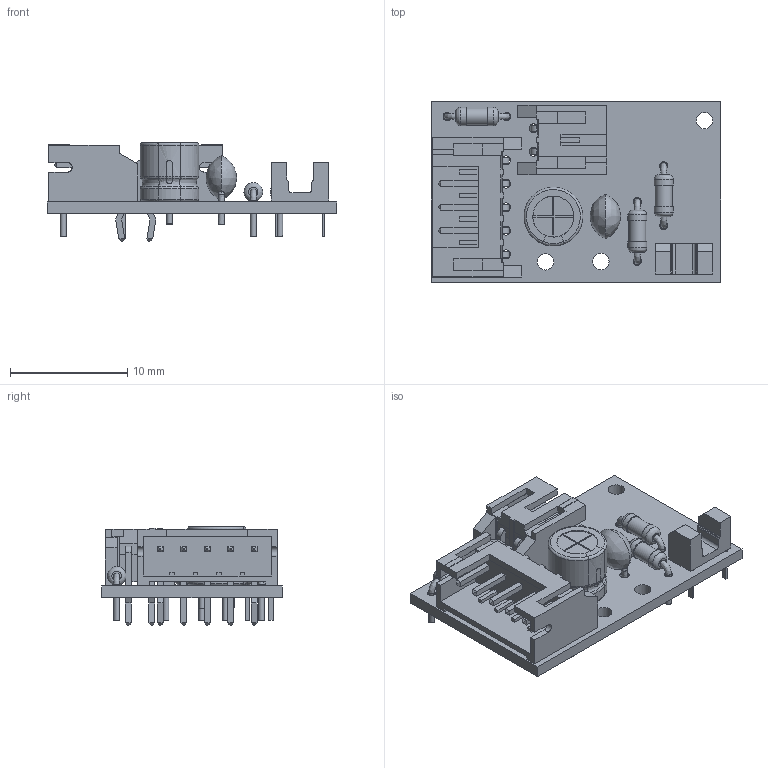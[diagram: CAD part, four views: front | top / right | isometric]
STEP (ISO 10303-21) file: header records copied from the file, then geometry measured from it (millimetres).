
FILE_DESCRIPTION(('KiCad electronic assembly'),'2;1');
FILE_NAME('shinsanwaswitch.step','2020-09-22T09:37:28',('Pcbnew'),( 'Kicad'),'Open CASCADE STEP processor 6.9','KiCad to STEP converter' ,'Unknown');
FILE_SCHEMA(('AUTOMOTIVE_DESIGN { 1 0 10303 214 1 1 1 1 }'));
Length unit declared in the file: millimetre
Products named in the file (14): Open CASCADE STEP translator 6.9 1; CP_Radial_D5.0mm_P2.50mm; SOLID; C_Disc_D3.8mm_W2.6mm_P2.50mm; R_Axial_DIN0204_L3.6mm_D1.6mm_P5.08mm_Horizontal; JST_PH_S2B-PH-K_1x02_P2.00mm_Horizontal; JST_PH_S5B-PH-K_1x05_P2.00mm_Horizontal; rpi-221; COMPOUND
Assembly tree (15 placements, depth 3):
  Open CASCADE STEP translator 6.9 1
    CP_Radial_D5.0mm_P2.50mm
      SOLID
    C_Disc_D3.8mm_W2.6mm_P2.50mm
      SOLID
    R_Axial_DIN0204_L3.6mm_D1.6mm_P5.08mm_Horizontal  x3
      SOLID
    JST_PH_S2B-PH-K_1x02_P2.00mm_Horizontal
      SOLID
    JST_PH_S5B-PH-K_1x05_P2.00mm_Horizontal
      SOLID
    rpi-221
      COMPOUND
    COMPOUND
Bounding box: 24.64 x 15.36 x 8.4 mm (x, y, z)
Volume: 796.2 mm3; surface area: 2091.5 mm2
Topology: 13 solids, 14 shells, 508 faces, 1310 edges, 848 vertices
Faces by surface type: bspline 466, cylinder 28, plane 14
Full cylindrical faces by diameter (mm): 0.7 x6, 0.75 x7, 0.8 x4, 1.4 x3
Entity records: 34868 total; most frequent: CARTESIAN_POINT 14575, B_SPLINE_CURVE_WITH_KNOTS 3218, ORIENTED_EDGE 2524, PCURVE 2524, DEFINITIONAL_REPRESENTATION 2524, EDGE_CURVE 1262, SURFACE_CURVE 1227, VERTEX_POINT 820
